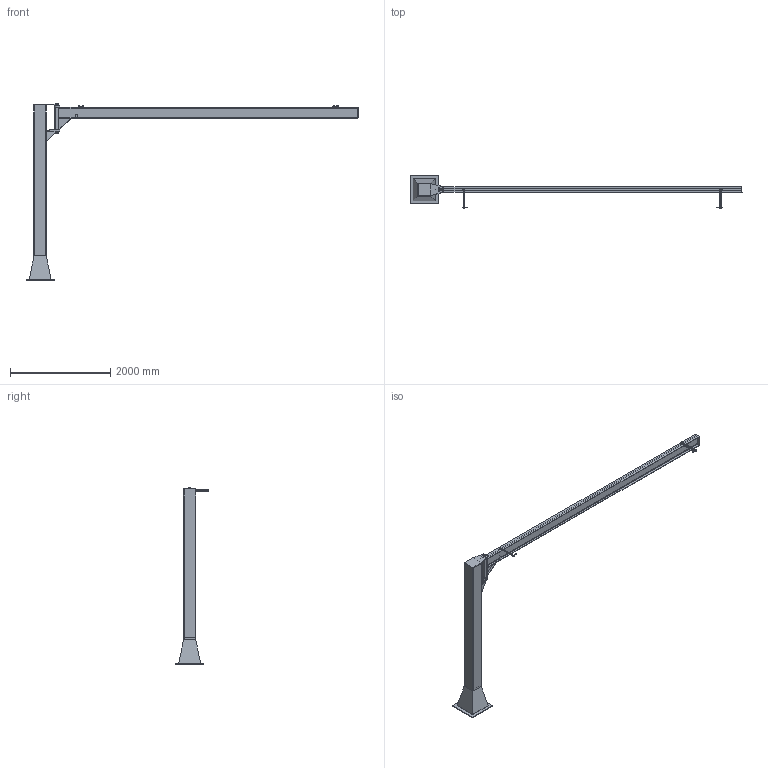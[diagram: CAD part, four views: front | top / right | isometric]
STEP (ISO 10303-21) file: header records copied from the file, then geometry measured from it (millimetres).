
FILE_DESCRIPTION(('STEP AP214'),'1');
FILE_NAME('LOKE PKL 125-6.stp','2018-02-07T12:26:08',(' '),(' '),'Spatial InterOp 3D',' ',' ');
FILE_SCHEMA(('automotive_design'));
Length unit declared in the file: millimetre
Products named in the file (61): Pelare IV; Förstärkningsplåt IV; Undre Fästöra IV; Övre Fästöra IV; Axel III / IV; Axelkant III / IV; Distansbricka III / IV; Hylsa III / IV; Bultf_rband M8; DIN_985 M8; M6S M8x65; Broms Pelare IV; Bromsback IV; Bolt Assembly; Gängstång M10x130; M6M M10; Tryckfjäder Ø14/10,5, L=55 on Compression; Pelare; Fot; Fotplatta; PMH Pelarsvangkran Loke 125-6; L0125-6; Lagerbox IV; KKR; Plattstång; Vinkelstång; IPE220; Plåt; B_rlinekomponenter; Hållare till Bärlinestag; Bärlinestag; M6S M8x20; M6M M8; Bultf_rband; Skruv_gla; Skruvögla M8x60
Assembly tree (62 placements, depth 6):
  PMH Pelarsvangkran Loke 125-6
    Pelare IV
      Förstärkningsplåt IV
      Förstärkningsplåt IV
      Undre Fästöra IV
      Övre Fästöra IV
      Axel III / IV
        Axelkant III / IV
        Axel III / IV
        Distansbricka III / IV
        Hylsa III / IV
        Bultf_rband M8
          DIN_985 M8
          M6S M8x65
      Broms Pelare IV
        Bromsback IV
        Bolt Assembly
          Gängstång M10x130
          M6M M10
          M6M M10
          Tryckfjäder Ø14/10,5, L=55 on Compression
        Bolt Assembly
          Gängstång M10x130
          M6M M10
          M6M M10
          Tryckfjäder Ø14/10,5, L=55 on Compression
      Pelare
      Fot
      Fotplatta
    L0125-6
      Lagerbox IV
      (unnamed)
      KKR
      Plattstång
      Plattstång
      Vinkelstång
      (unnamed)
      IPE220
      Plåt
      B_rlinekomponenter
        Hållare till Bärlinestag
        (unnamed)
        Bärlinestag
        (unnamed)
        Bultf_rband
          Bolt Assembly  x2
            M6S M8x20
            M6M M8
          Bolt Assembly
            M6S M8x20
            M6M M8
          Bolt Assembly
            M6S M8x20
            M6M M8
        Skruv_gla
          Skruvögla M8x60
          M6M M8  x2
        Skruv_gla
          Skruvögla M8x60
          M6M M8
Bounding box: 6621.5 x 658 x 3515 mm (x, y, z)
Volume: 275319428.2 mm3; surface area: 10931571.2 mm2
Topology: 49 solids, 49 shells, 628 faces, 1367 edges, 842 vertices
Faces by surface type: plane 326, cone 204, cylinder 86, bspline 10, revolution 2
Full cylindrical faces by diameter (mm): 4.5 x1, 7.28 x1, 8 x16, 8.5 x4, 9 x11, 10 x6, 11 x2, 13 x1, 35 x3, 35.5 x2, 36 x1, 50 x3, 112 x2
Entity records: 27765 total; most frequent: CARTESIAN_POINT 10514, DIRECTION 2417, ORIENTED_EDGE 2276, EDGE_CURVE 1138, AXIS2_PLACEMENT_3D 974, VERTEX_POINT 747, EDGE_LOOP 717, FACE_OUTER_BOUND 628
